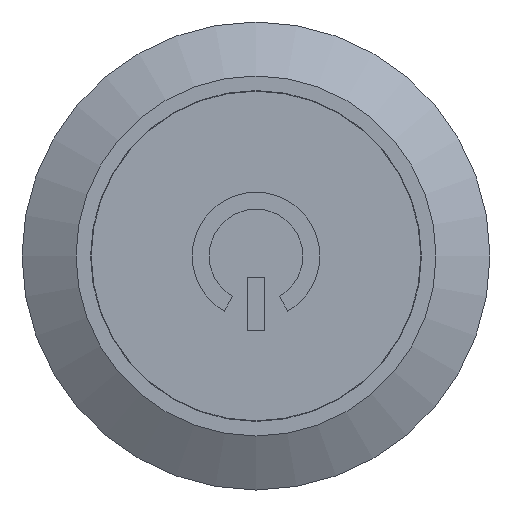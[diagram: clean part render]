
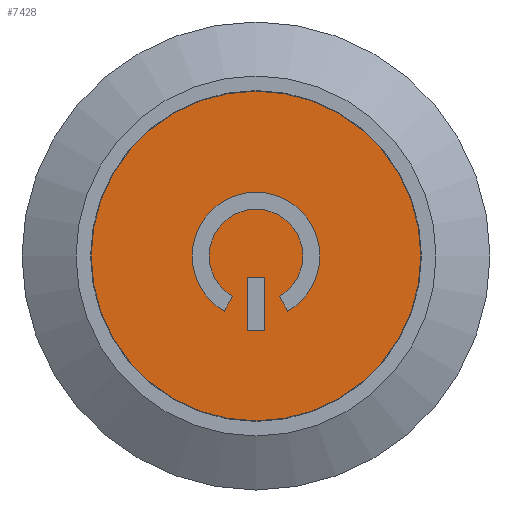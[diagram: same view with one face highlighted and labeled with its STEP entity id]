
A CAD part, left-side view. The second image highlights one B-rep face of the part: STEP entity #7428.
In plain terms, the highlighted planar face has unit normal (-1, 0, 0).
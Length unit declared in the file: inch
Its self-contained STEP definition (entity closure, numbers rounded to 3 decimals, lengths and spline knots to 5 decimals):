
#6779=CARTESIAN_POINT('',(-0.07874,-0.30512,0.));
#6780=VERTEX_POINT('',#6779);
#6781=CARTESIAN_POINT('',(-0.07874,0.0,0.0));
#6782=DIRECTION('',(-1.0,0.0,0.0));
#6783=DIRECTION('',(0.0,1.0,0.0));
#6784=AXIS2_PLACEMENT_3D('',#6781,#6782,#6783);
#6785=CIRCLE('',#6784,0.30512);
#6786=EDGE_CURVE('',#6780,#6780,#6785,.T.);
#7106=CARTESIAN_POINT('',(-0.07874,0.01575,-0.1378));
#7107=VERTEX_POINT('',#7106);
#7114=CARTESIAN_POINT('',(-0.07874,-0.01575,-0.1378));
#7115=VERTEX_POINT('',#7114);
#7116=CARTESIAN_POINT('',(-0.07874,-0.01575,-0.1378));
#7117=DIRECTION('',(0.0,1.0,0.0));
#7118=VECTOR('',#7117,0.0315);
#7119=LINE('',#7116,#7118);
#7120=EDGE_CURVE('',#7115,#7107,#7119,.T.);
#7137=CARTESIAN_POINT('',(-0.07874,0.01575,-0.03937));
#7138=VERTEX_POINT('',#7137);
#7145=CARTESIAN_POINT('',(-0.07874,0.01575,-0.1378));
#7146=DIRECTION('',(0.0,0.0,1.0));
#7147=VECTOR('',#7146,0.09843);
#7148=LINE('',#7145,#7147);
#7149=EDGE_CURVE('',#7107,#7138,#7148,.T.);
#7161=CARTESIAN_POINT('',(-0.07874,-0.01575,-0.03937));
#7162=VERTEX_POINT('',#7161);
#7169=CARTESIAN_POINT('',(-0.07874,0.01575,-0.03937));
#7170=DIRECTION('',(0.0,-1.0,0.0));
#7171=VECTOR('',#7170,0.0315);
#7172=LINE('',#7169,#7171);
#7173=EDGE_CURVE('',#7138,#7162,#7172,.T.);
#7186=CARTESIAN_POINT('',(-0.07874,-0.01575,-0.03937));
#7187=DIRECTION('',(0.0,0.0,-1.0));
#7188=VECTOR('',#7187,0.09843);
#7189=LINE('',#7186,#7188);
#7190=EDGE_CURVE('',#7162,#7115,#7189,.T.);
#7211=CARTESIAN_POINT('',(-0.07874,0.05906,-0.10229));
#7212=VERTEX_POINT('',#7211);
#7219=CARTESIAN_POINT('',(-0.07874,0.04331,-0.07501));
#7220=VERTEX_POINT('',#7219);
#7221=CARTESIAN_POINT('',(-0.07874,0.04331,-0.07501));
#7222=DIRECTION('',(0.0,0.5,-0.866));
#7223=VECTOR('',#7222,0.0315);
#7224=LINE('',#7221,#7223);
#7225=EDGE_CURVE('',#7220,#7212,#7224,.T.);
#7251=CARTESIAN_POINT('',(-0.07874,-0.04331,-0.07501));
#7252=VERTEX_POINT('',#7251);
#7253=CARTESIAN_POINT('',(-0.07874,0.0,0.0));
#7254=DIRECTION('',(-1.0,0.0,0.0));
#7255=DIRECTION('',(0.0,0.5,0.866));
#7256=AXIS2_PLACEMENT_3D('',#7253,#7254,#7255);
#7257=CIRCLE('',#7256,0.08661);
#7258=EDGE_CURVE('',#7252,#7220,#7257,.T.);
#7283=CARTESIAN_POINT('',(-0.07874,-0.05906,-0.10229));
#7284=VERTEX_POINT('',#7283);
#7285=CARTESIAN_POINT('',(-0.07874,-0.05906,-0.10229));
#7286=DIRECTION('',(0.0,0.5,0.866));
#7287=VECTOR('',#7286,0.0315);
#7288=LINE('',#7285,#7287);
#7289=EDGE_CURVE('',#7284,#7252,#7288,.T.);
#7313=CARTESIAN_POINT('',(-0.07874,0.0,0.0));
#7314=DIRECTION('',(1.0,0.0,0.0));
#7315=DIRECTION('',(0.0,-0.5,-0.866));
#7316=AXIS2_PLACEMENT_3D('',#7313,#7314,#7315);
#7317=CIRCLE('',#7316,0.11811);
#7318=EDGE_CURVE('',#7212,#7284,#7317,.T.);
#7408=CARTESIAN_POINT('',(-0.07874,-0.33563,0.33563));
#7409=DIRECTION('',(1.0,0.0,0.0));
#7410=DIRECTION('',(0.0,0.0,-1.0));
#7411=AXIS2_PLACEMENT_3D('',#7408,#7409,#7410);
#7412=PLANE('',#7411);
#7413=ORIENTED_EDGE('',*,*,#6786,.T.);
#7414=EDGE_LOOP('',(#7413));
#7415=FACE_OUTER_BOUND('',#7414,.T.);
#7416=ORIENTED_EDGE('',*,*,#7120,.T.);
#7417=ORIENTED_EDGE('',*,*,#7149,.T.);
#7418=ORIENTED_EDGE('',*,*,#7173,.T.);
#7419=ORIENTED_EDGE('',*,*,#7190,.T.);
#7420=EDGE_LOOP('',(#7416,#7417,#7418,#7419));
#7421=FACE_BOUND('',#7420,.T.);
#7422=ORIENTED_EDGE('',*,*,#7225,.T.);
#7423=ORIENTED_EDGE('',*,*,#7318,.T.);
#7424=ORIENTED_EDGE('',*,*,#7289,.T.);
#7425=ORIENTED_EDGE('',*,*,#7258,.T.);
#7426=EDGE_LOOP('',(#7422,#7423,#7424,#7425));
#7427=FACE_BOUND('',#7426,.T.);
#7428=ADVANCED_FACE('',(#7415,#7421,#7427),#7412,.F.);
